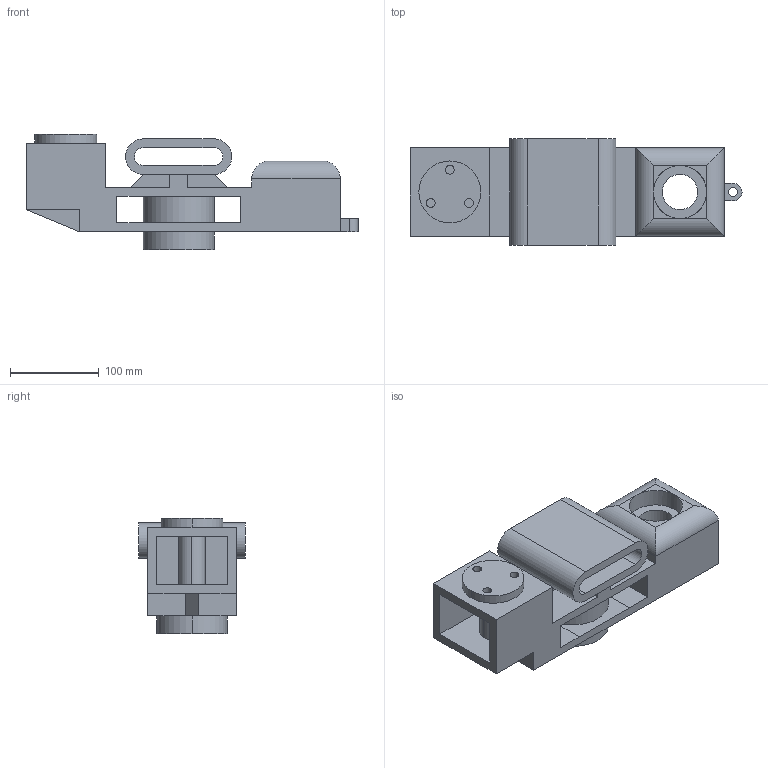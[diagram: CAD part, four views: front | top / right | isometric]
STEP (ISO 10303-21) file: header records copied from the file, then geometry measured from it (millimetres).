
FILE_DESCRIPTION(('CATIA V5 STEP Exchange'),'2;1');
FILE_NAME('21832009.stp','2021-05-05T12:14:42+00:00',('none'),('none'),'CATIA Version 5 Release 20 GA (IN-10)','CATIA V5 STEP AP203','none');
FILE_SCHEMA(('CONFIG_CONTROL_DESIGN'));
Length unit declared in the file: millimetre
Products named in the file (1): Part1
Bounding box: 375 x 120 x 130 mm (x, y, z)
Volume: 2023443.9 mm3; surface area: 283457 mm2
Topology: 1 solids, 1 shells, 94 faces, 243 edges, 154 vertices
Faces by surface type: plane 61, cylinder 33
Entity records: 2746 total; most frequent: CARTESIAN_POINT 517, ORIENTED_EDGE 486, DIRECTION 365, EDGE_CURVE 243, VECTOR 177, LINE 177, VERTEX_POINT 154, AXIS2_PLACEMENT_3D 126
